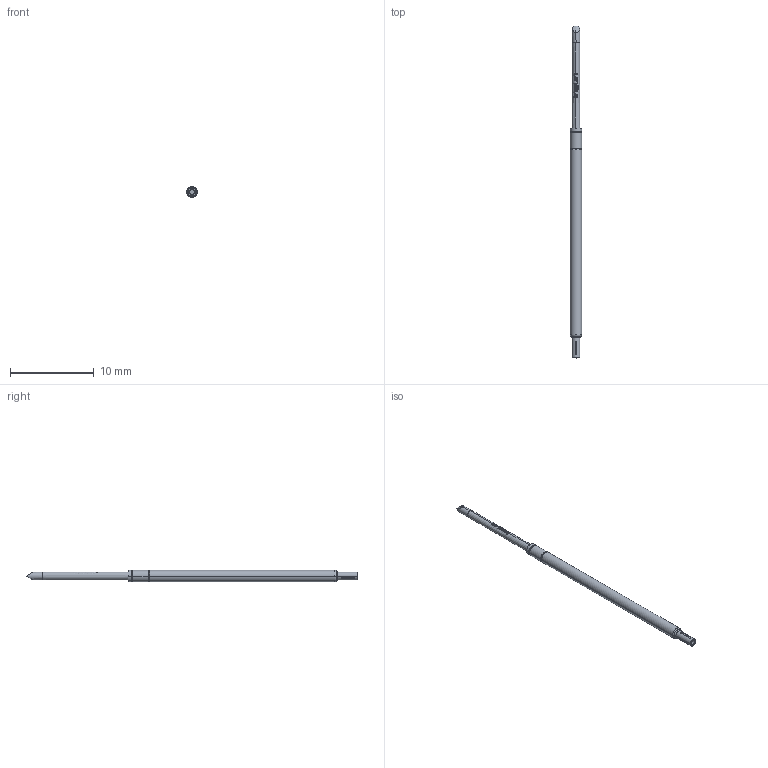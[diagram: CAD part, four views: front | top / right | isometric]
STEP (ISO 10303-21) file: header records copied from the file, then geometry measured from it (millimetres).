
FILE_DESCRIPTION (( 'STEP AP203' ), '1' );
FILE_NAME ('INGUN_S-075_238_090_A_xx00_L.STEP', '2022-01-27T14:32:32', ( 'ochi' ), ( '' ), 'SwSTEP 2.0', 'SolidWorks 2018', '' );
FILE_SCHEMA (( 'CONFIG_CONTROL_DESIGN' ));
Length unit declared in the file: millimetre
Products named in the file (1): INGUN_S-075_238_090_A_xx00_L
Bounding box: 1.37 x 39.62 x 1.37 mm (x, y, z)
Volume: 45 mm3; surface area: 157.5 mm2
Topology: 1 solids, 1 shells, 138 faces, 356 edges, 229 vertices
Faces by surface type: bspline 73, cylinder 25, torus 14, cone 13, plane 13
Entity records: 6399 total; most frequent: CARTESIAN_POINT 3593, ORIENTED_EDGE 712, EDGE_CURVE 356, DIRECTION 324, B_SPLINE_CURVE_WITH_KNOTS 230, VERTEX_POINT 229, EDGE_LOOP 147, ADVANCED_FACE 138
